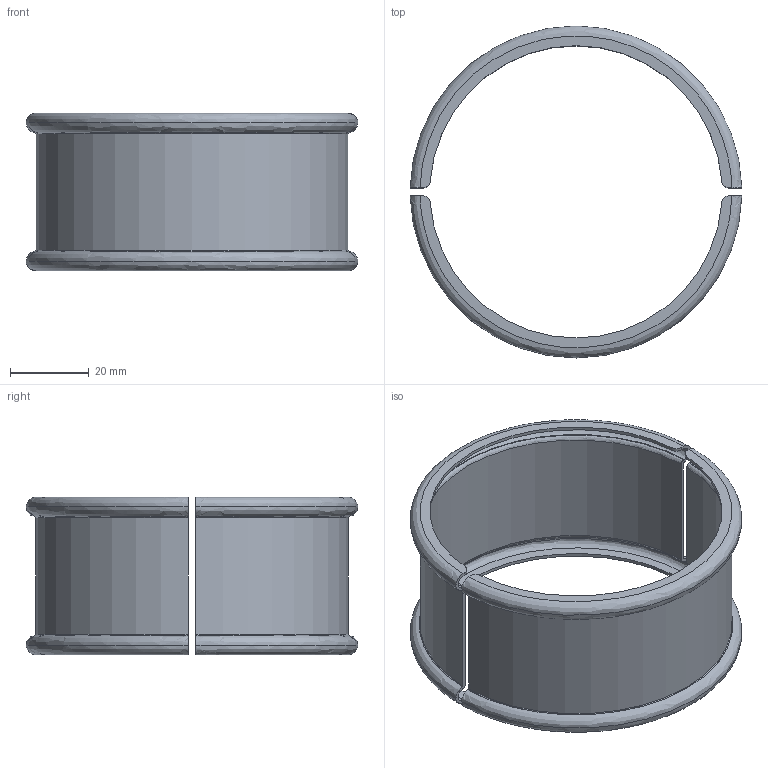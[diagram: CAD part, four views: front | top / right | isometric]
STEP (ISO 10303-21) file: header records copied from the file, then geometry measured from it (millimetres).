
FILE_DESCRIPTION (( 'STEP AP203' ), '1' );
FILE_NAME ('365.845 step2.STEP', '2024-03-26T07:52:39', ( '' ), ( '' ), 'SwSTEP 2.0', 'SolidWorks 2023', '' );
FILE_SCHEMA (( 'CONFIG_CONTROL_DESIGN' ));
Length unit declared in the file: millimetre
Products named in the file (1): 365.845 step2
Bounding box: 83.98 x 84 x 40 mm (x, y, z)
Surface area: 24663.6 mm2 (no closed solid volume)
Topology: 0 solids, 2 shells, 52 faces, 156 edges, 104 vertices
Faces by surface type: bspline 24, cylinder 16, plane 12
Entity records: 3018 total; most frequent: CARTESIAN_POINT 1737, ORIENTED_EDGE 296, DIRECTION 194, EDGE_CURVE 156, VERTEX_POINT 104, AXIS2_PLACEMENT_3D 73, ADVANCED_FACE 52, FACE_OUTER_BOUND 52
